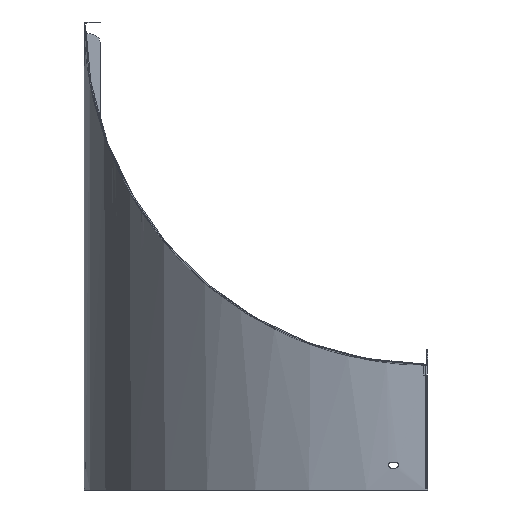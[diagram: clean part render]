
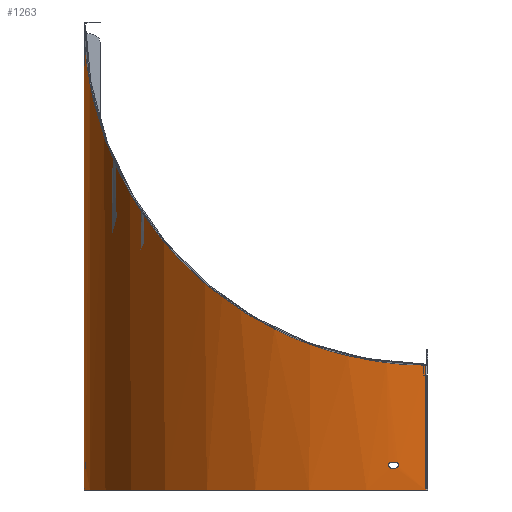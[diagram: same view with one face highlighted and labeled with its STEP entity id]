
A CAD part, left-side view. The second image highlights one B-rep face of the part: STEP entity #1263.
In plain terms, the highlighted cylindrical face has radius 172.3 mm (diameter 344.6 mm), a partial arc.
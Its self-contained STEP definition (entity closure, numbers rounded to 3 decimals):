
#337=CARTESIAN_POINT('',(-1.006,172.297,0.));
#338=VERTEX_POINT('',#337);
#346=CARTESIAN_POINT('',(-1.006,172.297,233.994));
#347=VERTEX_POINT('',#346);
#348=CARTESIAN_POINT('',(-1.006,172.297,0.0));
#349=DIRECTION('',(0.0,0.0,1.0));
#350=VECTOR('',#349,233.994);
#351=LINE('',#348,#350);
#352=EDGE_CURVE('',#338,#347,#351,.T.);
#1003=CARTESIAN_POINT('',(-171.536,16.207,11.));
#1004=VERTEX_POINT('',#1003);
#1005=CARTESIAN_POINT('',(-171.336,18.2,11.));
#1006=VERTEX_POINT('',#1005);
#1007=CARTESIAN_POINT('',(0.,0.,11.));
#1008=DIRECTION('',(0.,0.,-1.0));
#1009=DIRECTION('',(-0.996,0.094,0.));
#1010=AXIS2_PLACEMENT_3D('',#1007,#1008,#1009);
#1011=CIRCLE('',#1010,172.3);
#1012=EDGE_CURVE('',#1004,#1006,#1011,.T.);
#1035=CARTESIAN_POINT('',(-171.336,18.2,14.));
#1036=VERTEX_POINT('',#1035);
#1037=CARTESIAN_POINT('',(-171.536,16.207,14.));
#1038=VERTEX_POINT('',#1037);
#1039=CARTESIAN_POINT('',(0.,0.,14.));
#1040=DIRECTION('',(0.,0.,1.0));
#1041=DIRECTION('',(-0.994,0.106,0.));
#1042=AXIS2_PLACEMENT_3D('',#1039,#1040,#1041);
#1043=CIRCLE('',#1042,172.3);
#1044=EDGE_CURVE('',#1036,#1038,#1043,.T.);
#1067=CARTESIAN_POINT('',(-12.014,171.881,14.));
#1068=VERTEX_POINT('',#1067);
#1069=CARTESIAN_POINT('',(-14.011,171.729,14.));
#1070=VERTEX_POINT('',#1069);
#1071=CARTESIAN_POINT('',(0.,0.,14.));
#1072=DIRECTION('',(0.,0.,1.0));
#1073=DIRECTION('',(-0.07,0.998,0.));
#1074=AXIS2_PLACEMENT_3D('',#1071,#1072,#1073);
#1075=CIRCLE('',#1074,172.3);
#1076=EDGE_CURVE('',#1068,#1070,#1075,.T.);
#1099=CARTESIAN_POINT('',(-14.011,171.729,11.));
#1100=VERTEX_POINT('',#1099);
#1101=CARTESIAN_POINT('',(-12.014,171.881,11.));
#1102=VERTEX_POINT('',#1101);
#1103=CARTESIAN_POINT('',(0.,0.,11.));
#1104=DIRECTION('',(0.,0.,-1.0));
#1105=DIRECTION('',(-0.081,0.997,0.));
#1106=AXIS2_PLACEMENT_3D('',#1103,#1104,#1105);
#1107=CIRCLE('',#1106,172.3);
#1108=EDGE_CURVE('',#1100,#1102,#1107,.T.);
#1158=CARTESIAN_POINT('',(-171.536,16.207,14.));
#1159=CARTESIAN_POINT('',(-171.578,15.759,14.));
#1160=CARTESIAN_POINT('',(-171.658,14.867,13.567));
#1161=CARTESIAN_POINT('',(-171.681,14.595,12.364));
#1162=CARTESIAN_POINT('',(-171.638,15.098,11.324));
#1163=CARTESIAN_POINT('',(-171.578,15.759,11.));
#1164=CARTESIAN_POINT('',(-171.536,16.207,11.));
#1165=B_SPLINE_CURVE_WITH_KNOTS('',3,(#1158,#1159,#1160,#1161,#1162,#1163,#1164),.UNSPECIFIED.,.F.,.U.,(4,1,1,1,4),(0.,0.898,1.795,2.244,3.142),.UNSPECIFIED.);
#1166=EDGE_CURVE('',#1038,#1004,#1165,.T.);
#1171=CARTESIAN_POINT('',(0.,0.,235.0));
#1172=DIRECTION('',(0.,0.,-1.0));
#1173=DIRECTION('',(-0.006,1.,0.));
#1174=AXIS2_PLACEMENT_3D('',#1171,#1172,#1173);
#1175=CYLINDRICAL_SURFACE('',#1174,172.3);
#1176=CARTESIAN_POINT('',(-172.297,1.006,62.703));
#1177=VERTEX_POINT('',#1176);
#1178=CARTESIAN_POINT('',(-131.044,111.869,103.956));
#1179=VERTEX_POINT('',#1178);
#1180=CARTESIAN_POINT('',(0.,0.,235.));
#1181=DIRECTION('',(0.707,0.,-0.707));
#1182=DIRECTION('',(-0.707,0.,-0.707));
#1183=AXIS2_PLACEMENT_3D('',#1180,#1181,#1182);
#1184=ELLIPSE('',#1183,243.669,172.3);
#1185=EDGE_CURVE('',#1177,#1179,#1184,.T.);
#1186=ORIENTED_EDGE('',*,*,#1185,.T.);
#1187=CARTESIAN_POINT('',(0.,0.,235.));
#1188=DIRECTION('',(0.707,0.,-0.707));
#1189=DIRECTION('',(-0.707,0.,-0.707));
#1190=AXIS2_PLACEMENT_3D('',#1187,#1188,#1189);
#1191=ELLIPSE('',#1190,243.669,172.3);
#1192=EDGE_CURVE('',#1179,#347,#1191,.T.);
#1193=ORIENTED_EDGE('',*,*,#1192,.T.);
#1194=ORIENTED_EDGE('',*,*,#352,.F.);
#1195=CARTESIAN_POINT('',(-172.297,1.006,0.));
#1196=VERTEX_POINT('',#1195);
#1197=CARTESIAN_POINT('',(0.,0.,0.));
#1198=DIRECTION('',(0.,0.,-1.0));
#1199=DIRECTION('',(-1.,0.006,0.));
#1200=AXIS2_PLACEMENT_3D('',#1197,#1198,#1199);
#1201=CIRCLE('',#1200,172.3);
#1202=EDGE_CURVE('',#1196,#338,#1201,.T.);
#1203=ORIENTED_EDGE('',*,*,#1202,.F.);
#1204=CARTESIAN_POINT('',(-172.297,1.006,0.));
#1205=DIRECTION('',(0.0,0.0,1.0));
#1206=VECTOR('',#1205,62.703);
#1207=LINE('',#1204,#1206);
#1208=EDGE_CURVE('',#1196,#1177,#1207,.T.);
#1209=ORIENTED_EDGE('',*,*,#1208,.T.);
#1210=EDGE_LOOP('',(#1186,#1193,#1194,#1203,#1209));
#1211=FACE_OUTER_BOUND('',#1210,.T.);
#1212=ORIENTED_EDGE('',*,*,#1044,.T.);
#1213=ORIENTED_EDGE('',*,*,#1166,.T.);
#1214=ORIENTED_EDGE('',*,*,#1012,.T.);
#1215=CARTESIAN_POINT('',(-171.336,18.2,11.));
#1216=CARTESIAN_POINT('',(-171.312,18.423,11.));
#1217=CARTESIAN_POINT('',(-171.288,18.648,11.049));
#1218=CARTESIAN_POINT('',(-171.266,18.849,11.147));
#1219=CARTESIAN_POINT('',(-171.222,19.251,11.342));
#1220=CARTESIAN_POINT('',(-171.186,19.559,11.729));
#1221=CARTESIAN_POINT('',(-171.175,19.657,12.165));
#1222=CARTESIAN_POINT('',(-171.164,19.756,12.601));
#1223=CARTESIAN_POINT('',(-171.177,19.646,13.085));
#1224=CARTESIAN_POINT('',(-171.208,19.369,13.435));
#1225=CARTESIAN_POINT('',(-171.239,19.091,13.784));
#1226=CARTESIAN_POINT('',(-171.289,18.647,14.));
#1227=CARTESIAN_POINT('',(-171.336,18.2,14.));
#1228=B_SPLINE_CURVE_WITH_KNOTS('',3,(#1215,#1216,#1217,#1218,#1219,#1220,#1221,#1222,#1223,#1224,#1225,#1226,#1227),.UNSPECIFIED.,.F.,.U.,(4,3,3,3,4),(3.142,3.59,4.488,5.386,6.283),.UNSPECIFIED.);
#1229=EDGE_CURVE('',#1006,#1036,#1228,.T.);
#1230=ORIENTED_EDGE('',*,*,#1229,.T.);
#1231=EDGE_LOOP('',(#1212,#1213,#1214,#1230));
#1232=FACE_BOUND('',#1231,.T.);
#1233=ORIENTED_EDGE('',*,*,#1108,.T.);
#1234=CARTESIAN_POINT('',(-12.014,171.881,11.));
#1235=CARTESIAN_POINT('',(-11.79,171.896,11.));
#1236=CARTESIAN_POINT('',(-11.564,171.912,11.049));
#1237=CARTESIAN_POINT('',(-11.363,171.925,11.147));
#1238=CARTESIAN_POINT('',(-10.959,171.952,11.342));
#1239=CARTESIAN_POINT('',(-10.65,171.97,11.729));
#1240=CARTESIAN_POINT('',(-10.551,171.977,12.165));
#1241=CARTESIAN_POINT('',(-10.451,171.983,12.601));
#1242=CARTESIAN_POINT('',(-10.562,171.976,13.085));
#1243=CARTESIAN_POINT('',(-10.841,171.959,13.435));
#1244=CARTESIAN_POINT('',(-11.119,171.941,13.784));
#1245=CARTESIAN_POINT('',(-11.566,171.912,14.));
#1246=CARTESIAN_POINT('',(-12.014,171.881,14.));
#1247=B_SPLINE_CURVE_WITH_KNOTS('',3,(#1234,#1235,#1236,#1237,#1238,#1239,#1240,#1241,#1242,#1243,#1244,#1245,#1246),.UNSPECIFIED.,.F.,.U.,(4,3,3,3,4),(3.142,3.59,4.488,5.386,6.283),.UNSPECIFIED.);
#1248=EDGE_CURVE('',#1102,#1068,#1247,.T.);
#1249=ORIENTED_EDGE('',*,*,#1248,.T.);
#1250=ORIENTED_EDGE('',*,*,#1076,.T.);
#1251=CARTESIAN_POINT('',(-14.011,171.729,14.));
#1252=CARTESIAN_POINT('',(-14.46,171.693,14.));
#1253=CARTESIAN_POINT('',(-15.12,171.636,13.676));
#1254=CARTESIAN_POINT('',(-15.623,171.59,12.636));
#1255=CARTESIAN_POINT('',(-15.352,171.615,11.433));
#1256=CARTESIAN_POINT('',(-14.46,171.693,11.));
#1257=CARTESIAN_POINT('',(-14.011,171.729,11.));
#1258=B_SPLINE_CURVE_WITH_KNOTS('',3,(#1251,#1252,#1253,#1254,#1255,#1256,#1257),.UNSPECIFIED.,.F.,.U.,(4,1,1,1,4),(0.,0.898,1.346,2.244,3.142),.UNSPECIFIED.);
#1259=EDGE_CURVE('',#1070,#1100,#1258,.T.);
#1260=ORIENTED_EDGE('',*,*,#1259,.T.);
#1261=EDGE_LOOP('',(#1233,#1249,#1250,#1260));
#1262=FACE_BOUND('',#1261,.T.);
#1263=ADVANCED_FACE('',(#1211,#1232,#1262),#1175,.T.);
